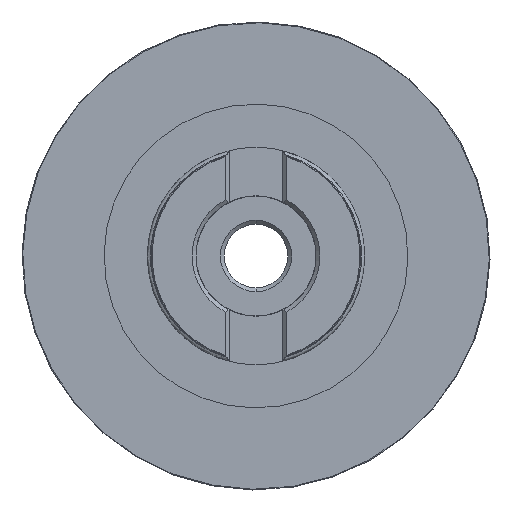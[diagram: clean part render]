
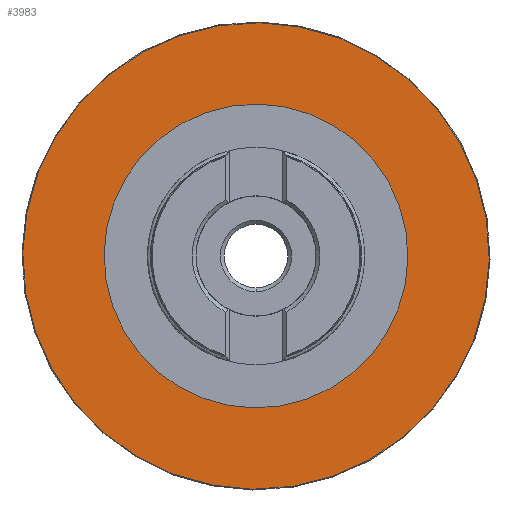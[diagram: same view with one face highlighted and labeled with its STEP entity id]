
A CAD part, left-side view. The second image highlights one B-rep face of the part: STEP entity #3983.
In plain terms, the highlighted planar face has unit normal (-1, 0, 0).
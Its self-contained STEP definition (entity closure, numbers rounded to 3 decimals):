
#229 = VERTEX_POINT ( 'NONE', #5322 ) ;
#334 = AXIS2_PLACEMENT_3D ( 'NONE', #1929, #464, #3984 ) ;
#364 = CARTESIAN_POINT ( 'NONE',  ( -2.775, 0., -40.563 ) ) ;
#443 = PLANE ( 'NONE',  #334 ) ;
#464 = DIRECTION ( 'NONE',  ( 1., 0., 0. ) ) ;
#762 = DIRECTION ( 'NONE',  ( 1., 0., 0. ) ) ;
#967 = CARTESIAN_POINT ( 'NONE',  ( -2.775, 0., 62.3 ) ) ;
#1250 = EDGE_CURVE ( 'NONE', #1273, #229, #2415, .T. ) ;
#1272 = FACE_BOUND ( 'NONE', #2919, .T. ) ;
#1273 = VERTEX_POINT ( 'NONE', #364 ) ;
#1684 = DIRECTION ( 'NONE',  ( 1., 0., 0. ) ) ;
#1710 = CARTESIAN_POINT ( 'NONE',  ( -2.775, 0., 0. ) ) ;
#1829 = DIRECTION ( 'NONE',  ( 1., 0., 0. ) ) ;
#1836 = CARTESIAN_POINT ( 'NONE',  ( -2.775, 0., -62.3 ) ) ;
#1929 = CARTESIAN_POINT ( 'NONE',  ( -2.775, -62.3, 0. ) ) ;
#2055 = CARTESIAN_POINT ( 'NONE',  ( -2.775, 0., 0. ) ) ;
#2415 = CIRCLE ( 'NONE', #5954, 40.563 ) ;
#2449 = CIRCLE ( 'NONE', #3277, 62.3 ) ;
#2760 = DIRECTION ( 'NONE',  ( 0., 0., -1. ) ) ;
#2919 = EDGE_LOOP ( 'NONE', ( #6503, #4913 ) ) ;
#2930 = AXIS2_PLACEMENT_3D ( 'NONE', #3044, #1684, #3065 ) ;
#3044 = CARTESIAN_POINT ( 'NONE',  ( -2.775, 0., 0. ) ) ;
#3065 = DIRECTION ( 'NONE',  ( 0., 0., -1. ) ) ;
#3277 = AXIS2_PLACEMENT_3D ( 'NONE', #2055, #4038, #4543 ) ;
#3389 = DIRECTION ( 'NONE',  ( 0., 0., -1. ) ) ;
#3407 = CARTESIAN_POINT ( 'NONE',  ( -2.775, 0., 0. ) ) ;
#3740 = EDGE_CURVE ( 'NONE', #3996, #5172, #5474, .T. ) ;
#3812 = ORIENTED_EDGE ( 'NONE', *, *, #4325, .F. ) ;
#3869 = EDGE_LOOP ( 'NONE', ( #3812, #6188 ) ) ;
#3983 = ADVANCED_FACE ( 'NONE', ( #6236, #1272 ), #443, .F. ) ;
#3984 = DIRECTION ( 'NONE',  ( 0., 0., -1. ) ) ;
#3996 = VERTEX_POINT ( 'NONE', #967 ) ;
#4038 = DIRECTION ( 'NONE',  ( 1., 0., 0. ) ) ;
#4050 = EDGE_CURVE ( 'NONE', #229, #1273, #4270, .T. ) ;
#4270 = CIRCLE ( 'NONE', #2930, 40.563 ) ;
#4325 = EDGE_CURVE ( 'NONE', #5172, #3996, #2449, .T. ) ;
#4543 = DIRECTION ( 'NONE',  ( 0., 0., -1. ) ) ;
#4913 = ORIENTED_EDGE ( 'NONE', *, *, #4050, .T. ) ;
#5172 = VERTEX_POINT ( 'NONE', #1836 ) ;
#5322 = CARTESIAN_POINT ( 'NONE',  ( -2.775, 0., 40.563 ) ) ;
#5474 = CIRCLE ( 'NONE', #6212, 62.3 ) ;
#5954 = AXIS2_PLACEMENT_3D ( 'NONE', #3407, #1829, #3389 ) ;
#6188 = ORIENTED_EDGE ( 'NONE', *, *, #3740, .F. ) ;
#6212 = AXIS2_PLACEMENT_3D ( 'NONE', #1710, #762, #2760 ) ;
#6236 = FACE_OUTER_BOUND ( 'NONE', #3869, .T. ) ;
#6503 = ORIENTED_EDGE ( 'NONE', *, *, #1250, .T. ) ;
